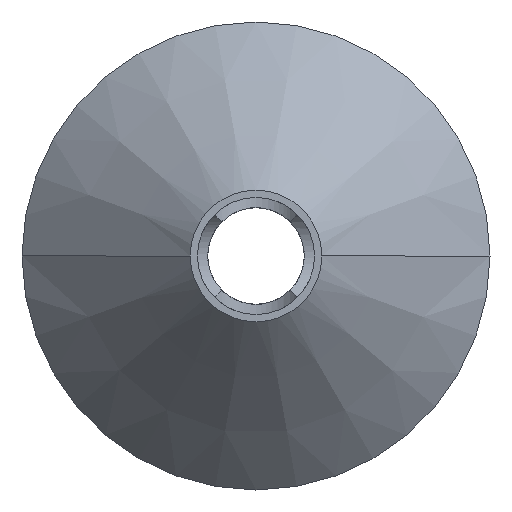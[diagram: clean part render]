
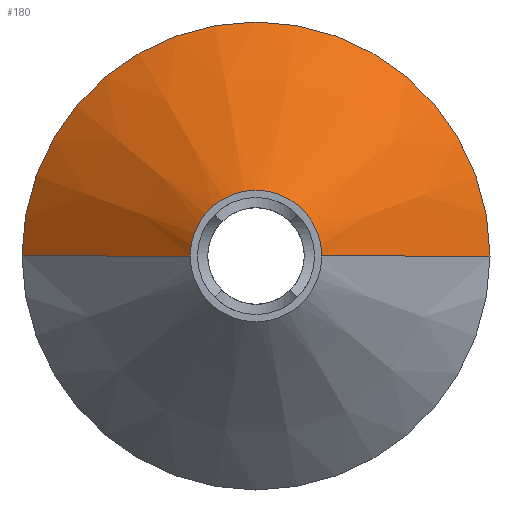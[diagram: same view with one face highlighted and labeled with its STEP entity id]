
A CAD part, front view. The second image highlights one B-rep face of the part: STEP entity #180.
In plain terms, the highlighted conical face has half-angle 45 degrees and reference radius 8 mm.
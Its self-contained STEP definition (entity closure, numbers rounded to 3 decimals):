
#19 = VERTEX_POINT ( 'NONE', #481 ) ;
#25 = CARTESIAN_POINT ( 'NONE',  ( 8., -3.25, 0. ) ) ;
#35 = ORIENTED_EDGE ( 'NONE', *, *, #609, .T. ) ;
#37 = ORIENTED_EDGE ( 'NONE', *, *, #205, .F. ) ;
#70 = DIRECTION ( 'NONE',  ( 0.707, 0.707, 0. ) ) ;
#73 = ORIENTED_EDGE ( 'NONE', *, *, #626, .T. ) ;
#74 = CIRCLE ( 'NONE', #1007, 8. ) ;
#94 = CONICAL_SURFACE ( 'NONE', #898, 8., 0.785 ) ;
#99 = DIRECTION ( 'NONE',  ( -1., 0., 0. ) ) ;
#105 = DIRECTION ( 'NONE',  ( 0., -1., 0. ) ) ;
#150 = EDGE_CURVE ( 'NONE', #807, #19, #486, .T. ) ;
#180 = ADVANCED_FACE ( 'NONE', ( #290 ), #94, .T. ) ;
#205 = EDGE_CURVE ( 'NONE', #19, #564, #737, .T. ) ;
#290 = FACE_OUTER_BOUND ( 'NONE', #928, .T. ) ;
#306 = DIRECTION ( 'NONE',  ( 1., 0., 0. ) ) ;
#345 = VERTEX_POINT ( 'NONE', #25 ) ;
#375 = AXIS2_PLACEMENT_3D ( 'NONE', #1240, #105, #306 ) ;
#481 = CARTESIAN_POINT ( 'NONE',  ( -2.25, -9., 0. ) ) ;
#486 = CIRCLE ( 'NONE', #375, 2.25 ) ;
#506 = CARTESIAN_POINT ( 'NONE',  ( 0., -3.25, 0. ) ) ;
#558 = VECTOR ( 'NONE', #70, 1000. ) ;
#564 = VERTEX_POINT ( 'NONE', #1196 ) ;
#608 = ORIENTED_EDGE ( 'NONE', *, *, #150, .F. ) ;
#609 = EDGE_CURVE ( 'NONE', #807, #345, #705, .T. ) ;
#626 = EDGE_CURVE ( 'NONE', #345, #564, #74, .T. ) ;
#636 = DIRECTION ( 'NONE',  ( 1., 0., 0. ) ) ;
#642 = VECTOR ( 'NONE', #717, 1000. ) ;
#705 = LINE ( 'NONE', #735, #558 ) ;
#717 = DIRECTION ( 'NONE',  ( -0.707, 0.707, 0. ) ) ;
#731 = CARTESIAN_POINT ( 'NONE',  ( 2.25, -9., 0. ) ) ;
#735 = CARTESIAN_POINT ( 'NONE',  ( 8., -3.25, 0. ) ) ;
#737 = LINE ( 'NONE', #824, #642 ) ;
#749 = DIRECTION ( 'NONE',  ( 0., -1., 0. ) ) ;
#807 = VERTEX_POINT ( 'NONE', #731 ) ;
#824 = CARTESIAN_POINT ( 'NONE',  ( -8., -3.25, 0. ) ) ;
#898 = AXIS2_PLACEMENT_3D ( 'NONE', #506, #1040, #99 ) ;
#928 = EDGE_LOOP ( 'NONE', ( #608, #35, #73, #37 ) ) ;
#1007 = AXIS2_PLACEMENT_3D ( 'NONE', #1282, #749, #636 ) ;
#1040 = DIRECTION ( 'NONE',  ( 0., 1., 0. ) ) ;
#1196 = CARTESIAN_POINT ( 'NONE',  ( -8., -3.25, 0. ) ) ;
#1240 = CARTESIAN_POINT ( 'NONE',  ( 0., -9., 0. ) ) ;
#1282 = CARTESIAN_POINT ( 'NONE',  ( 0., -3.25, 0. ) ) ;
